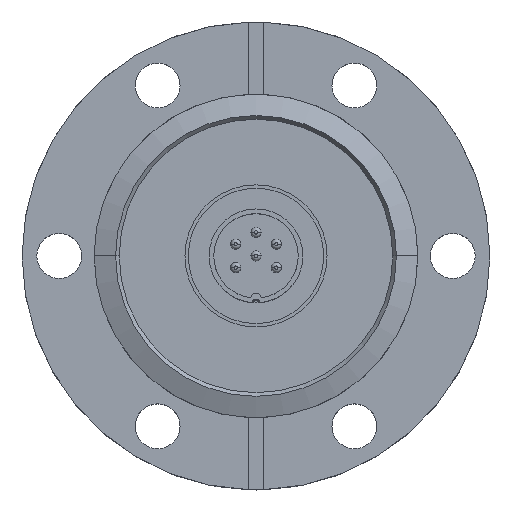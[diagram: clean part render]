
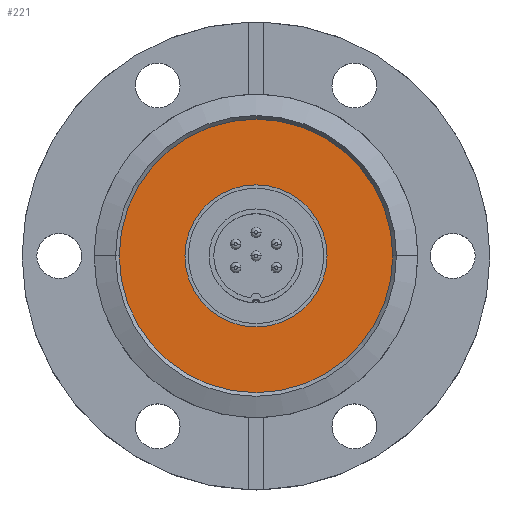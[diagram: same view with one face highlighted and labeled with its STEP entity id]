
A CAD part, top view. The second image highlights one B-rep face of the part: STEP entity #221.
In plain terms, the highlighted planar face has unit normal (0, 0, 1).
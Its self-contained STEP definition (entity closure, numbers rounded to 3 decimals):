
#221=ADVANCED_FACE('',(#549,#550),#551,.F.);
#549=FACE_BOUND('',#1017,.T.);
#550=FACE_OUTER_BOUND('',#1018,.T.);
#551=PLANE('',#1019);
#1017=EDGE_LOOP('',(#1591,#1592));
#1018=EDGE_LOOP('',(#1593,#1594));
#1019=AXIS2_PLACEMENT_3D('',#1595,#1596,#1597);
#1591=ORIENTED_EDGE('',*,*,#2637,.T.);
#1592=ORIENTED_EDGE('',*,*,#2718,.T.);
#1593=ORIENTED_EDGE('',*,*,#2719,.T.);
#1594=ORIENTED_EDGE('',*,*,#2642,.T.);
#1595=CARTESIAN_POINT('',(138.298,105.,3.95));
#1596=DIRECTION('',(0.0,0.,-1.0));
#1597=DIRECTION('',(1.0,0.0,0.0));
#2637=EDGE_CURVE('',#3128,#3126,#3129,.T.);
#2642=EDGE_CURVE('',#3137,#3135,#3138,.T.);
#2718=EDGE_CURVE('',#3126,#3128,#3264,.T.);
#2719=EDGE_CURVE('',#3135,#3137,#3265,.T.);
#3126=VERTEX_POINT('',#3796);
#3128=VERTEX_POINT('',#3799);
#3129=CIRCLE('',#3800,10.6);
#3135=VERTEX_POINT('',#3807);
#3137=VERTEX_POINT('',#3810);
#3138=CIRCLE('',#3811,20.405);
#3264=CIRCLE('',#3970,10.6);
#3265=CIRCLE('',#3971,20.405);
#3796=CARTESIAN_POINT('',(159.1,105.0,3.95));
#3799=CARTESIAN_POINT('',(137.9,105.0,3.95));
#3800=AXIS2_PLACEMENT_3D('',#4633,#4634,#4635);
#3807=CARTESIAN_POINT('',(128.095,105.,3.95));
#3810=CARTESIAN_POINT('',(168.904,105.,3.95));
#3811=AXIS2_PLACEMENT_3D('',#4641,#4642,#4643);
#3970=AXIS2_PLACEMENT_3D('',#4771,#4772,#4773);
#3971=AXIS2_PLACEMENT_3D('',#4774,#4775,#4776);
#4633=CARTESIAN_POINT('',(148.5,105.0,3.95));
#4634=DIRECTION('',(0.0,0.,-1.0));
#4635=DIRECTION('',(1.0,0.0,0.0));
#4641=CARTESIAN_POINT('',(148.5,105.,3.95));
#4642=DIRECTION('',(0.,0.,1.0));
#4643=DIRECTION('',(-1.0,0.,0.));
#4771=CARTESIAN_POINT('',(148.5,105.0,3.95));
#4772=DIRECTION('',(0.0,0.,-1.0));
#4773=DIRECTION('',(1.0,0.0,0.0));
#4774=CARTESIAN_POINT('',(148.5,105.,3.95));
#4775=DIRECTION('',(0.,0.,1.0));
#4776=DIRECTION('',(-1.0,0.,0.));
